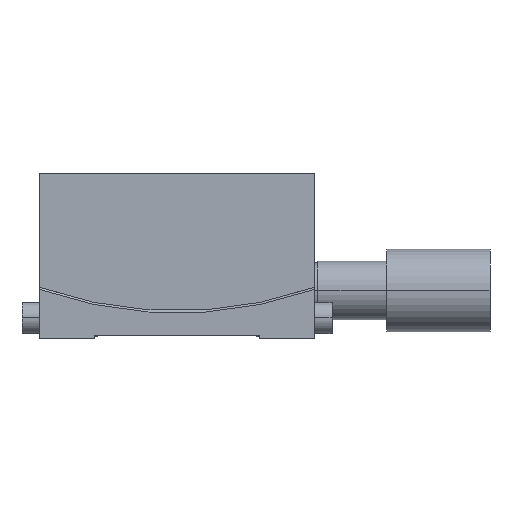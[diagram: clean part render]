
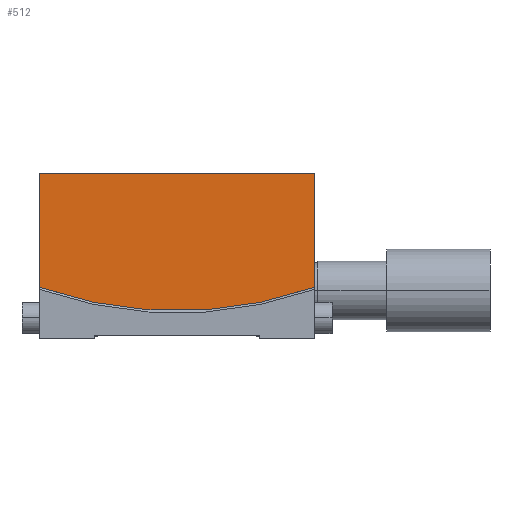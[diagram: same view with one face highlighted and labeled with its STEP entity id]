
A CAD part, top view. The second image highlights one B-rep face of the part: STEP entity #512.
In plain terms, the highlighted planar face has unit normal (0, 0, 1).
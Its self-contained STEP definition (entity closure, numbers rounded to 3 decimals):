
#331 = ORIENTED_EDGE ( 'NONE', *, *, #341, .T. ) ;
#341 = EDGE_CURVE ( 'NONE', #485, #348, #3449, .T. ) ;
#342 = ORIENTED_EDGE ( 'NONE', *, *, #345, .T. ) ;
#345 = EDGE_CURVE ( 'NONE', #348, #495, #3497, .T. ) ;
#348 = VERTEX_POINT ( 'NONE', #3482 ) ;
#480 = ORIENTED_EDGE ( 'NONE', *, *, #482, .T. ) ;
#482 = EDGE_CURVE ( 'NONE', #492, #485, #3747, .T. ) ;
#485 = VERTEX_POINT ( 'NONE', #3738 ) ;
#492 = VERTEX_POINT ( 'NONE', #3725 ) ;
#495 = VERTEX_POINT ( 'NONE', #3787 ) ;
#496 = ORIENTED_EDGE ( 'NONE', *, *, #508, .T. ) ;
#500 = EDGE_LOOP ( 'NONE', ( #496, #480, #331, #342 ) ) ;
#508 = EDGE_CURVE ( 'NONE', #495, #492, #3762, .T. ) ;
#512 = ADVANCED_FACE ( 'NONE', ( #3817 ), #3816, .T. ) ;
#3446 = DIRECTION ( 'NONE',  ( 1., 0., 0. ) ) ;
#3447 = DIRECTION ( 'NONE',  ( 0., 0., 1. ) ) ;
#3448 = AXIS2_PLACEMENT_3D ( 'NONE', #3454, #3447, #3446 ) ;
#3449 = CIRCLE ( 'NONE', #3448, 60. ) ;
#3454 = CARTESIAN_POINT ( 'NONE',  ( 0., 0., 0. ) ) ;
#3482 = CARTESIAN_POINT ( 'NONE',  ( 20., -56.569, 0. ) ) ;
#3494 = DIRECTION ( 'NONE',  ( 0., 1., 0. ) ) ;
#3495 = VECTOR ( 'NONE', #3494, 1000. ) ;
#3496 = CARTESIAN_POINT ( 'NONE',  ( 20., -40., 0. ) ) ;
#3497 = LINE ( 'NONE', #3496, #3495 ) ;
#3725 = CARTESIAN_POINT ( 'NONE',  ( -20., -40., 0. ) ) ;
#3738 = CARTESIAN_POINT ( 'NONE',  ( -20., -56.569, 0. ) ) ;
#3744 = DIRECTION ( 'NONE',  ( 0., -1., 0. ) ) ;
#3745 = VECTOR ( 'NONE', #3744, 1000. ) ;
#3746 = CARTESIAN_POINT ( 'NONE',  ( -20., -56.569, 0. ) ) ;
#3747 = LINE ( 'NONE', #3746, #3745 ) ;
#3759 = DIRECTION ( 'NONE',  ( -1., 0., 0. ) ) ;
#3760 = VECTOR ( 'NONE', #3759, 1000. ) ;
#3761 = CARTESIAN_POINT ( 'NONE',  ( -20., -40., 0. ) ) ;
#3762 = LINE ( 'NONE', #3761, #3760 ) ;
#3787 = CARTESIAN_POINT ( 'NONE',  ( 20., -40., 0. ) ) ;
#3812 = DIRECTION ( 'NONE',  ( 1., 0., 0. ) ) ;
#3813 = DIRECTION ( 'NONE',  ( 0., 0., 1. ) ) ;
#3814 = CARTESIAN_POINT ( 'NONE',  ( 0., -60., 0. ) ) ;
#3815 = AXIS2_PLACEMENT_3D ( 'NONE', #3814, #3813, #3812 ) ;
#3816 = PLANE ( 'NONE',  #3815 ) ;
#3817 = FACE_OUTER_BOUND ( 'NONE', #500, .T. ) ;
